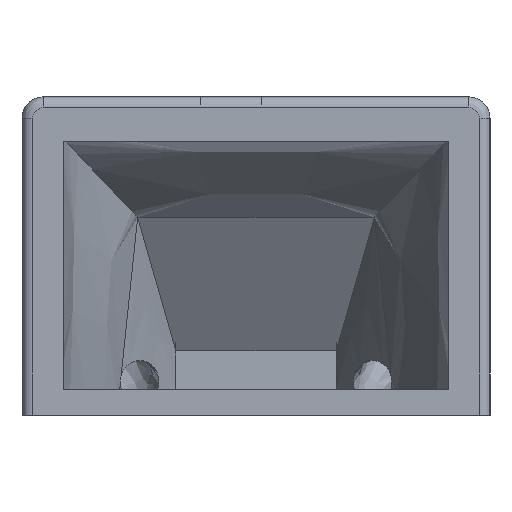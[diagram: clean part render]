
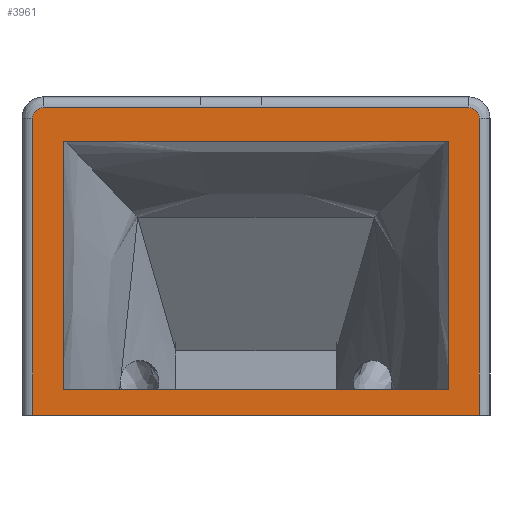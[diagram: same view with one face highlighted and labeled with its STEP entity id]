
A CAD part, front view. The second image highlights one B-rep face of the part: STEP entity #3961.
In plain terms, the highlighted face is planar.
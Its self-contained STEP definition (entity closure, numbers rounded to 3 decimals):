
#96=FACE_BOUND('',#528,.T.);
#158=CIRCLE('',#4213,0.4);
#159=CIRCLE('',#4214,0.4);
#300=FACE_OUTER_BOUND('',#527,.T.);
#527=EDGE_LOOP('',(#3129,#3130,#3131,#3132,#3133,#3134));
#528=EDGE_LOOP('',(#3135,#3136,#3137,#3138));
#652=LINE('',#5127,#989);
#878=LINE('',#7928,#1215);
#894=LINE('',#7976,#1231);
#898=LINE('',#7983,#1235);
#900=LINE('',#7986,#1237);
#902=LINE('',#7990,#1239);
#903=LINE('',#7994,#1240);
#904=LINE('',#7997,#1241);
#989=VECTOR('',#4315,10.);
#1215=VECTOR('',#4763,10.);
#1231=VECTOR('',#4787,10.);
#1235=VECTOR('',#4793,10.);
#1237=VECTOR('',#4797,10.);
#1239=VECTOR('',#4801,10.);
#1240=VECTOR('',#4804,10.);
#1241=VECTOR('',#4807,10.);
#1531=VERTEX_POINT('',#5124);
#1532=VERTEX_POINT('',#5126);
#1798=VERTEX_POINT('',#7925);
#1799=VERTEX_POINT('',#7927);
#1814=VERTEX_POINT('',#7974);
#1815=VERTEX_POINT('',#7975);
#1818=VERTEX_POINT('',#7989);
#1819=VERTEX_POINT('',#7991);
#1820=VERTEX_POINT('',#7993);
#1821=VERTEX_POINT('',#7995);
#1918=EDGE_CURVE('',#1532,#1531,#652,.T.);
#2280=EDGE_CURVE('',#1799,#1798,#878,.T.);
#2302=EDGE_CURVE('',#1814,#1815,#894,.T.);
#2306=EDGE_CURVE('',#1531,#1814,#898,.T.);
#2308=EDGE_CURVE('',#1815,#1532,#900,.T.);
#2310=EDGE_CURVE('',#1818,#1798,#902,.T.);
#2311=EDGE_CURVE('',#1819,#1818,#158,.T.);
#2312=EDGE_CURVE('',#1820,#1819,#903,.T.);
#2313=EDGE_CURVE('',#1821,#1820,#159,.T.);
#2314=EDGE_CURVE('',#1799,#1821,#904,.T.);
#3129=ORIENTED_EDGE('',*,*,#2280,.T.);
#3130=ORIENTED_EDGE('',*,*,#2310,.F.);
#3131=ORIENTED_EDGE('',*,*,#2311,.F.);
#3132=ORIENTED_EDGE('',*,*,#2312,.F.);
#3133=ORIENTED_EDGE('',*,*,#2313,.F.);
#3134=ORIENTED_EDGE('',*,*,#2314,.F.);
#3135=ORIENTED_EDGE('',*,*,#1918,.T.);
#3136=ORIENTED_EDGE('',*,*,#2306,.T.);
#3137=ORIENTED_EDGE('',*,*,#2302,.T.);
#3138=ORIENTED_EDGE('',*,*,#2308,.T.);
#3805=PLANE('',#4212);
#3961=ADVANCED_FACE('',(#300,#96),#3805,.T.);
#4212=AXIS2_PLACEMENT_3D('',#7988,#4799,#4800);
#4213=AXIS2_PLACEMENT_3D('',#7992,#4802,#4803);
#4214=AXIS2_PLACEMENT_3D('',#7996,#4805,#4806);
#4315=DIRECTION('',(0.,-1.,0.));
#4763=DIRECTION('',(0.,1.,0.));
#4787=DIRECTION('',(0.,1.,0.));
#4793=DIRECTION('',(0.,0.,1.));
#4797=DIRECTION('',(0.,0.,-1.));
#4799=DIRECTION('center_axis',(1.,0.,0.));
#4800=DIRECTION('ref_axis',(0.,0.,-1.));
#4801=DIRECTION('',(0.,0.,-1.));
#4802=DIRECTION('center_axis',(-1.,0.,0.));
#4803=DIRECTION('ref_axis',(0.,0.707,0.707));
#4804=DIRECTION('',(0.,1.,0.));
#4805=DIRECTION('center_axis',(-1.,0.,0.));
#4806=DIRECTION('ref_axis',(0.,-0.707,0.707));
#4807=DIRECTION('',(0.,0.,1.));
#5124=CARTESIAN_POINT('',(7.,-1.2,0.95));
#5126=CARTESIAN_POINT('',(7.,13.2,0.95));
#5127=CARTESIAN_POINT('',(7.,2.5,0.95));
#7925=CARTESIAN_POINT('',(7.,14.35,0.));
#7927=CARTESIAN_POINT('',(7.,-2.35,0.));
#7928=CARTESIAN_POINT('',(7.,-1.55,0.));
#7974=CARTESIAN_POINT('',(7.,-1.2,10.25));
#7975=CARTESIAN_POINT('',(7.,13.2,10.25));
#7976=CARTESIAN_POINT('',(7.,2.4,10.25));
#7983=CARTESIAN_POINT('',(7.,-1.2,3.45));
#7986=CARTESIAN_POINT('',(7.,13.2,8.1));
#7988=CARTESIAN_POINT('Origin',(7.,6.,5.95));
#7989=CARTESIAN_POINT('',(7.,14.35,11.1));
#7990=CARTESIAN_POINT('',(7.,14.35,2.975));
#7991=CARTESIAN_POINT('',(7.,13.95,11.5));
#7992=CARTESIAN_POINT('Origin',(7.,13.95,11.1));
#7993=CARTESIAN_POINT('',(7.,-1.95,11.5));
#7994=CARTESIAN_POINT('',(7.,10.375,11.5));
#7995=CARTESIAN_POINT('',(7.,-2.35,11.1));
#7996=CARTESIAN_POINT('Origin',(7.,-1.95,11.1));
#7997=CARTESIAN_POINT('',(7.,-2.35,8.925));
